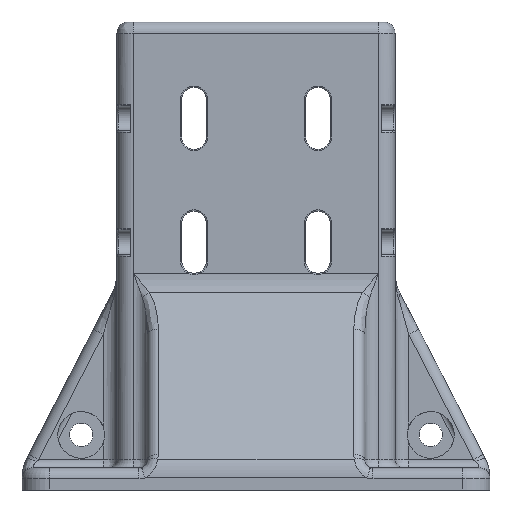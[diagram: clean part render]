
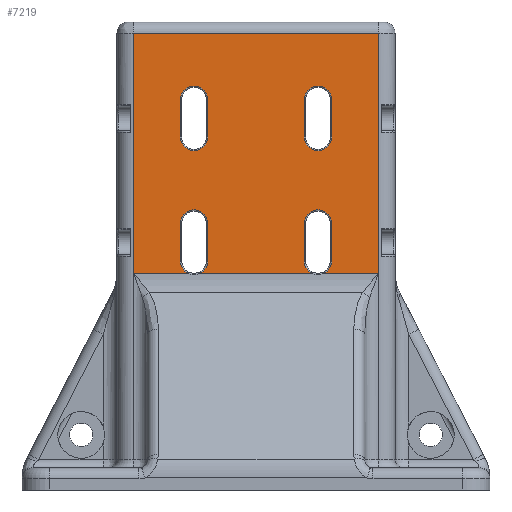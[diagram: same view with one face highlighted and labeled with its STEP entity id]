
A CAD part, front view. The second image highlights one B-rep face of the part: STEP entity #7219.
In plain terms, the highlighted planar face has unit normal (0, -1, 0).
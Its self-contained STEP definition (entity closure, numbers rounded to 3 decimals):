
#93=FACE_BOUND('',#1116,.T.);
#94=FACE_BOUND('',#1117,.T.);
#201=PLANE('',#8021);
#663=FACE_OUTER_BOUND('',#1115,.T.);
#1115=EDGE_LOOP('',(#5984,#5985,#5986,#5987,#5988,#5989,#5990,#5991,#5992,
#5993,#5994,#5995,#5996,#5997,#5998,#5999));
#1116=EDGE_LOOP('',(#6000,#6001,#6002,#6003));
#1117=EDGE_LOOP('',(#6004,#6005,#6006,#6007));
#1606=LINE('',#14352,#2108);
#1670=LINE('',#14792,#2172);
#1671=LINE('',#14793,#2173);
#1672=LINE('',#14795,#2174);
#1673=LINE('',#14799,#2175);
#1674=LINE('',#14803,#2176);
#1675=LINE('',#14807,#2177);
#1676=LINE('',#14811,#2178);
#1677=LINE('',#14815,#2179);
#1678=LINE('',#14818,#2180);
#1679=LINE('',#14820,#2181);
#1680=LINE('',#14823,#2182);
#1681=LINE('',#14825,#2183);
#1682=LINE('',#14828,#2184);
#2108=VECTOR('',#9755,1000.);
#2172=VECTOR('',#9911,1000.);
#2173=VECTOR('',#9912,1000.);
#2174=VECTOR('',#9913,1000.);
#2175=VECTOR('',#9916,1000.);
#2176=VECTOR('',#9919,1000.);
#2177=VECTOR('',#9922,1000.);
#2178=VECTOR('',#9925,1000.);
#2179=VECTOR('',#9928,1000.);
#2180=VECTOR('',#9931,1000.);
#2181=VECTOR('',#9932,1000.);
#2182=VECTOR('',#9935,1000.);
#2183=VECTOR('',#9936,1000.);
#2184=VECTOR('',#9939,1000.);
#2595=CIRCLE('',#7913,5.);
#2599=CIRCLE('',#7918,5.);
#2663=CIRCLE('',#8022,5.);
#2664=CIRCLE('',#8023,5.);
#2665=CIRCLE('',#8024,5.);
#2666=CIRCLE('',#8025,5.);
#2667=CIRCLE('',#8026,5.);
#2668=CIRCLE('',#8027,5.);
#2669=CIRCLE('',#8028,5.);
#2670=CIRCLE('',#8029,5.);
#3184=VERTEX_POINT('',#13819);
#3185=VERTEX_POINT('',#13821);
#3188=VERTEX_POINT('',#13828);
#3189=VERTEX_POINT('',#13830);
#3271=VERTEX_POINT('',#14350);
#3272=VERTEX_POINT('',#14351);
#3365=VERTEX_POINT('',#14790);
#3366=VERTEX_POINT('',#14791);
#3367=VERTEX_POINT('',#14794);
#3368=VERTEX_POINT('',#14796);
#3369=VERTEX_POINT('',#14798);
#3370=VERTEX_POINT('',#14800);
#3371=VERTEX_POINT('',#14802);
#3372=VERTEX_POINT('',#14804);
#3373=VERTEX_POINT('',#14806);
#3374=VERTEX_POINT('',#14808);
#3375=VERTEX_POINT('',#14810);
#3376=VERTEX_POINT('',#14812);
#3377=VERTEX_POINT('',#14814);
#3378=VERTEX_POINT('',#14816);
#3379=VERTEX_POINT('',#14819);
#3380=VERTEX_POINT('',#14821);
#3381=VERTEX_POINT('',#14824);
#3382=VERTEX_POINT('',#14826);
#4075=EDGE_CURVE('',#3185,#3184,#2595,.T.);
#4079=EDGE_CURVE('',#3189,#3188,#2599,.T.);
#4174=EDGE_CURVE('',#3271,#3272,#1606,.T.);
#4279=EDGE_CURVE('',#3365,#3366,#1670,.T.);
#4280=EDGE_CURVE('',#3365,#3271,#1671,.T.);
#4281=EDGE_CURVE('',#3272,#3367,#1672,.T.);
#4282=EDGE_CURVE('',#3367,#3368,#2663,.T.);
#4283=EDGE_CURVE('',#3368,#3369,#1673,.T.);
#4284=EDGE_CURVE('',#3369,#3370,#2664,.T.);
#4285=EDGE_CURVE('',#3370,#3371,#1674,.T.);
#4286=EDGE_CURVE('',#3371,#3372,#2665,.T.);
#4287=EDGE_CURVE('',#3372,#3373,#1675,.T.);
#4288=EDGE_CURVE('',#3373,#3374,#2666,.T.);
#4289=EDGE_CURVE('',#3374,#3375,#1676,.T.);
#4290=EDGE_CURVE('',#3375,#3376,#2667,.T.);
#4291=EDGE_CURVE('',#3376,#3377,#1677,.T.);
#4292=EDGE_CURVE('',#3377,#3378,#2668,.T.);
#4293=EDGE_CURVE('',#3378,#3366,#1678,.T.);
#4294=EDGE_CURVE('',#3188,#3379,#1679,.T.);
#4295=EDGE_CURVE('',#3379,#3380,#2669,.T.);
#4296=EDGE_CURVE('',#3380,#3189,#1680,.T.);
#4297=EDGE_CURVE('',#3184,#3381,#1681,.T.);
#4298=EDGE_CURVE('',#3381,#3382,#2670,.T.);
#4299=EDGE_CURVE('',#3382,#3185,#1682,.T.);
#5984=ORIENTED_EDGE('',*,*,#4279,.F.);
#5985=ORIENTED_EDGE('',*,*,#4280,.T.);
#5986=ORIENTED_EDGE('',*,*,#4174,.T.);
#5987=ORIENTED_EDGE('',*,*,#4281,.T.);
#5988=ORIENTED_EDGE('',*,*,#4282,.T.);
#5989=ORIENTED_EDGE('',*,*,#4283,.T.);
#5990=ORIENTED_EDGE('',*,*,#4284,.T.);
#5991=ORIENTED_EDGE('',*,*,#4285,.T.);
#5992=ORIENTED_EDGE('',*,*,#4286,.T.);
#5993=ORIENTED_EDGE('',*,*,#4287,.T.);
#5994=ORIENTED_EDGE('',*,*,#4288,.T.);
#5995=ORIENTED_EDGE('',*,*,#4289,.T.);
#5996=ORIENTED_EDGE('',*,*,#4290,.T.);
#5997=ORIENTED_EDGE('',*,*,#4291,.T.);
#5998=ORIENTED_EDGE('',*,*,#4292,.T.);
#5999=ORIENTED_EDGE('',*,*,#4293,.T.);
#6000=ORIENTED_EDGE('',*,*,#4294,.T.);
#6001=ORIENTED_EDGE('',*,*,#4295,.T.);
#6002=ORIENTED_EDGE('',*,*,#4296,.T.);
#6003=ORIENTED_EDGE('',*,*,#4079,.T.);
#6004=ORIENTED_EDGE('',*,*,#4297,.T.);
#6005=ORIENTED_EDGE('',*,*,#4298,.T.);
#6006=ORIENTED_EDGE('',*,*,#4299,.T.);
#6007=ORIENTED_EDGE('',*,*,#4075,.T.);
#7219=ADVANCED_FACE('',(#663,#93,#94),#201,.F.);
#7913=AXIS2_PLACEMENT_3D('',#13822,#9579,#9580);
#7918=AXIS2_PLACEMENT_3D('',#13831,#9589,#9590);
#8021=AXIS2_PLACEMENT_3D('',#14789,#9909,#9910);
#8022=AXIS2_PLACEMENT_3D('',#14797,#9914,#9915);
#8023=AXIS2_PLACEMENT_3D('',#14801,#9917,#9918);
#8024=AXIS2_PLACEMENT_3D('',#14805,#9920,#9921);
#8025=AXIS2_PLACEMENT_3D('',#14809,#9923,#9924);
#8026=AXIS2_PLACEMENT_3D('',#14813,#9926,#9927);
#8027=AXIS2_PLACEMENT_3D('',#14817,#9929,#9930);
#8028=AXIS2_PLACEMENT_3D('',#14822,#9933,#9934);
#8029=AXIS2_PLACEMENT_3D('',#14827,#9937,#9938);
#9579=DIRECTION('center_axis',(0.,1.,0.));
#9580=DIRECTION('ref_axis',(0.,0.,
-1.));
#9589=DIRECTION('center_axis',(0.,1.,0.));
#9590=DIRECTION('ref_axis',(0.,0.,
-1.));
#9755=DIRECTION('',(0.,0.,-1.));
#9909=DIRECTION('center_axis',(0.,1.,0.));
#9910=DIRECTION('ref_axis',(0.,0.,-1.));
#9911=DIRECTION('',(0.,0.,-1.));
#9912=DIRECTION('',(-1.,0.,0.));
#9913=DIRECTION('',(1.,0.,0.));
#9914=DIRECTION('center_axis',(0.,1.,0.));
#9915=DIRECTION('ref_axis',(0.,0.,
-1.));
#9916=DIRECTION('',(0.,0.,1.));
#9917=DIRECTION('center_axis',(0.,1.,0.));
#9918=DIRECTION('ref_axis',(0.,0.,
-1.));
#9919=DIRECTION('',(0.,0.,-1.));
#9920=DIRECTION('center_axis',(0.,1.,0.));
#9921=DIRECTION('ref_axis',(0.,0.,
-1.));
#9922=DIRECTION('',(1.,0.,0.));
#9923=DIRECTION('center_axis',(0.,1.,0.));
#9924=DIRECTION('ref_axis',(0.,0.,
-1.));
#9925=DIRECTION('',(0.,0.,1.));
#9926=DIRECTION('center_axis',(0.,1.,0.));
#9927=DIRECTION('ref_axis',(0.,0.,
-1.));
#9928=DIRECTION('',(0.,0.,-1.));
#9929=DIRECTION('center_axis',(0.,1.,0.));
#9930=DIRECTION('ref_axis',(0.,0.,
-1.));
#9931=DIRECTION('',(1.,0.,0.));
#9932=DIRECTION('',(0.,0.,1.));
#9933=DIRECTION('center_axis',(0.,1.,0.));
#9934=DIRECTION('ref_axis',(0.,0.,
-1.));
#9935=DIRECTION('',(0.,0.,-1.));
#9936=DIRECTION('',(0.,0.,1.));
#9937=DIRECTION('center_axis',(0.,1.,0.));
#9938=DIRECTION('ref_axis',(0.,0.,
-1.));
#9939=DIRECTION('',(0.,0.,-1.));
#13819=CARTESIAN_POINT('',(-50.028,-74.953,128.25));
#13821=CARTESIAN_POINT('',(-40.028,-74.953,128.25));
#13822=CARTESIAN_POINT('Origin',(-45.028,-74.953,128.25));
#13828=CARTESIAN_POINT('',(-5.028,-74.953,128.25));
#13830=CARTESIAN_POINT('',(4.972,-74.953,128.25));
#13831=CARTESIAN_POINT('Origin',(-0.028,-74.953,
128.25));
#14350=CARTESIAN_POINT('',(-67.028,-74.953,166.));
#14351=CARTESIAN_POINT('',(-67.028,-74.953,78.635));
#14352=CARTESIAN_POINT('',(-67.028,-74.953,170.));
#14789=CARTESIAN_POINT('Origin',(27.972,-74.953,170.));
#14790=CARTESIAN_POINT('',(21.972,-74.953,166.));
#14791=CARTESIAN_POINT('',(21.972,-74.953,78.635));
#14792=CARTESIAN_POINT('',(21.972,-74.953,170.));
#14793=CARTESIAN_POINT('',(27.972,-74.953,166.));
#14794=CARTESIAN_POINT('',(-46.952,-74.953,78.635));
#14795=CARTESIAN_POINT('',(21.972,-74.953,78.635));
#14796=CARTESIAN_POINT('',(-50.028,-74.953,83.25));
#14797=CARTESIAN_POINT('Origin',(-45.028,-74.953,83.25));
#14798=CARTESIAN_POINT('',(-50.028,-74.953,96.75));
#14799=CARTESIAN_POINT('',(-50.028,-74.953,170.));
#14800=CARTESIAN_POINT('',(-40.028,-74.953,96.75));
#14801=CARTESIAN_POINT('Origin',(-45.028,-74.953,96.75));
#14802=CARTESIAN_POINT('',(-40.028,-74.953,83.25));
#14803=CARTESIAN_POINT('',(-40.028,-74.953,170.));
#14804=CARTESIAN_POINT('',(-43.104,-74.953,78.635));
#14805=CARTESIAN_POINT('Origin',(-45.028,-74.953,83.25));
#14806=CARTESIAN_POINT('',(-1.952,-74.953,78.635));
#14807=CARTESIAN_POINT('',(21.972,-74.953,78.635));
#14808=CARTESIAN_POINT('',(-5.028,-74.953,83.25));
#14809=CARTESIAN_POINT('Origin',(-0.028,-74.953,
83.25));
#14810=CARTESIAN_POINT('',(-5.028,-74.953,96.75));
#14811=CARTESIAN_POINT('',(-5.028,-74.953,170.));
#14812=CARTESIAN_POINT('',(4.972,-74.953,96.75));
#14813=CARTESIAN_POINT('Origin',(-0.028,-74.953,
96.75));
#14814=CARTESIAN_POINT('',(4.972,-74.953,83.25));
#14815=CARTESIAN_POINT('',(4.972,-74.953,170.));
#14816=CARTESIAN_POINT('',(1.896,-74.953,78.635));
#14817=CARTESIAN_POINT('Origin',(-0.028,-74.953,
83.25));
#14818=CARTESIAN_POINT('',(21.972,-74.953,78.635));
#14819=CARTESIAN_POINT('',(-5.028,-74.953,141.75));
#14820=CARTESIAN_POINT('',(-5.028,-74.953,170.));
#14821=CARTESIAN_POINT('',(4.972,-74.953,141.75));
#14822=CARTESIAN_POINT('Origin',(-0.028,-74.953,
141.75));
#14823=CARTESIAN_POINT('',(4.972,-74.953,170.));
#14824=CARTESIAN_POINT('',(-50.028,-74.953,141.75));
#14825=CARTESIAN_POINT('',(-50.028,-74.953,170.));
#14826=CARTESIAN_POINT('',(-40.028,-74.953,141.75));
#14827=CARTESIAN_POINT('Origin',(-45.028,-74.953,141.75));
#14828=CARTESIAN_POINT('',(-40.028,-74.953,170.));
